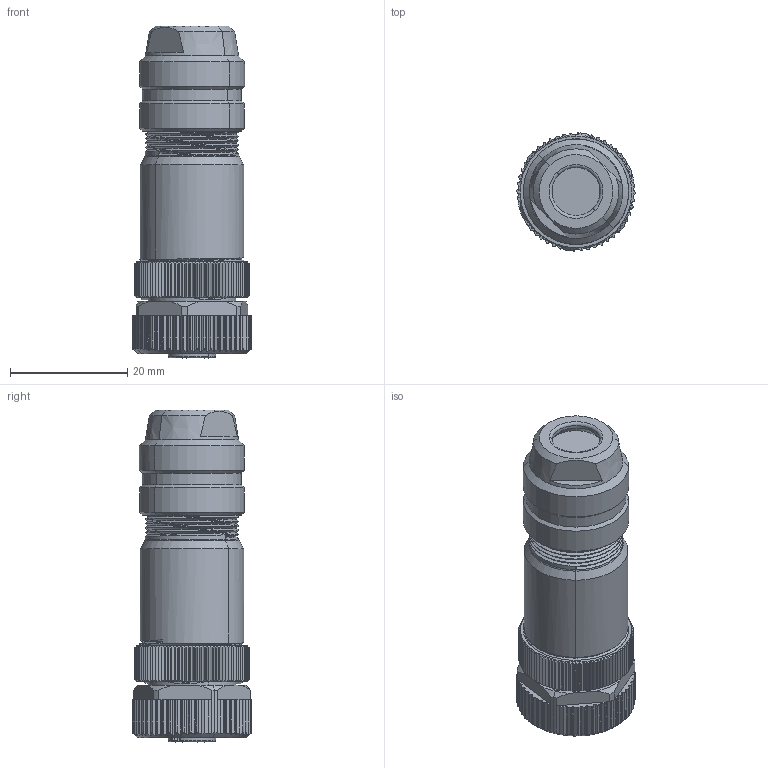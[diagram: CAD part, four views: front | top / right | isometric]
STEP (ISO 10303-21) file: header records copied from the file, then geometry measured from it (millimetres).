
FILE_DESCRIPTION(('CATIA V5 STEP Exchange','CAx-IF Rec.Pracs.--- Model Styling and Organization---1.4--- 2014-01-23'),'2;1');
FILE_NAME ('122215-3_0', '2024-04-15T12:41:53+00:00', ('none'), ('Weidmueller'), 'CATIA Version 5-6 Release 2016 SP3 HF44', 'CATIA V5 STEP AP214', 'none');
FILE_SCHEMA(('AUTOMOTIVE_DESIGN { 1 0 10303 214 1 1 1 1 }'));
Products named in the file (1): 2590900000
Bounding box: 20.19 x 20.19 x 56.7 mm (x, y, z)
Volume: 13193 mm3; surface area: 6291.9 mm2
Topology: 2 solids, 2 shells, 1188 faces, 3758 edges, 2596 vertices
Faces by surface type: cylinder 421, plane 413, cone 272, bspline 64, torus 14, sphere 4
Entity records: 56114 total; most frequent: CARTESIAN_POINT 27203, ORIENTED_EDGE 7508, DIRECTION 3780, EDGE_CURVE 3754, VERTEX_POINT 2596, B_SPLINE_CURVE_WITH_KNOTS 2042, AXIS2_PLACEMENT_3D 1735, EDGE_LOOP 1224
